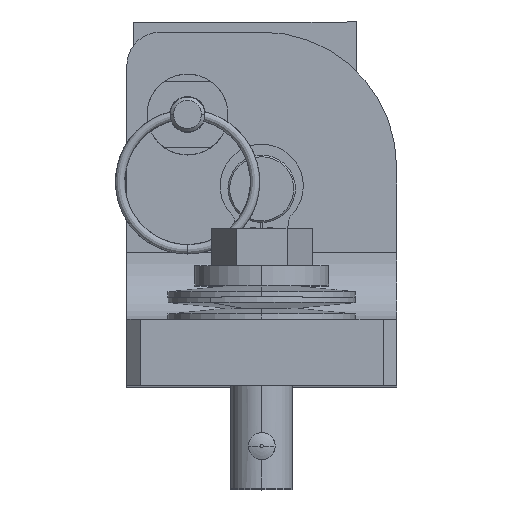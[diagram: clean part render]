
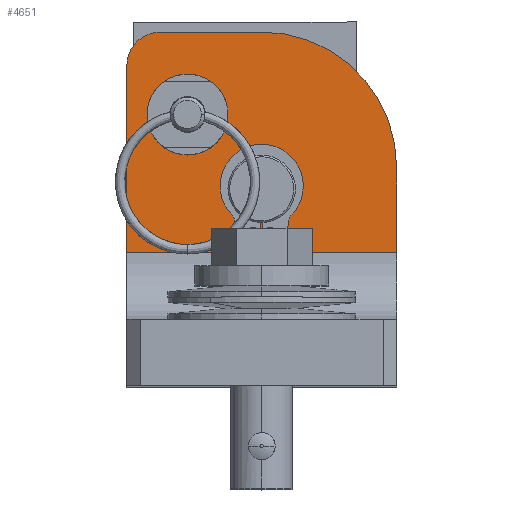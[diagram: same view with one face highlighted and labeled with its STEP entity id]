
A CAD part, top view. The second image highlights one B-rep face of the part: STEP entity #4651.
In plain terms, the highlighted planar face has unit normal (0, 0, 1).
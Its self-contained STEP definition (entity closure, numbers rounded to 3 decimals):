
#23 = DIRECTION ( 'NONE',  ( 1., 0., 0. ) ) ;
#33 = CARTESIAN_POINT ( 'NONE',  ( 20., 17.75, 24.5 ) ) ;
#215 = EDGE_LOOP ( 'NONE', ( #11893, #10360 ) ) ;
#707 = CIRCLE ( 'NONE', #8655, 5.015 ) ;
#730 = CARTESIAN_POINT ( 'NONE',  ( 0., -2.25, 24.5 ) ) ;
#1266 = DIRECTION ( 'NONE',  ( 1., 0., 0. ) ) ;
#1401 = EDGE_CURVE ( 'NONE', #1905, #11124, #2913, .T. ) ;
#1445 = DIRECTION ( 'NONE',  ( 1., 0., 0. ) ) ;
#1508 = CARTESIAN_POINT ( 'NONE',  ( 20., -14.95, 24.5 ) ) ;
#1582 = PLANE ( 'NONE',  #2739 ) ;
#1837 = ORIENTED_EDGE ( 'NONE', *, *, #13142, .T. ) ;
#1905 = VERTEX_POINT ( 'NONE', #11273 ) ;
#2044 = CARTESIAN_POINT ( 'NONE',  ( -15., 17.75, 24.5 ) ) ;
#2100 = VERTEX_POINT ( 'NONE', #4251 ) ;
#2591 = DIRECTION ( 'NONE',  ( 0., 1., 0. ) ) ;
#2739 = AXIS2_PLACEMENT_3D ( 'NONE', #9159, #12217, #3846 ) ;
#2855 = CARTESIAN_POINT ( 'NONE',  ( 5.015, -5.5, 24.5 ) ) ;
#2913 = CIRCLE ( 'NONE', #9272, 5.015 ) ;
#3284 = VERTEX_POINT ( 'NONE', #6151 ) ;
#3432 = DIRECTION ( 'NONE',  ( -1., 0., 0. ) ) ;
#3576 = CIRCLE ( 'NONE', #4016, 4.5 ) ;
#3590 = ORIENTED_EDGE ( 'NONE', *, *, #8796, .T. ) ;
#3846 = DIRECTION ( 'NONE',  ( 0., 1., 0. ) ) ;
#4016 = AXIS2_PLACEMENT_3D ( 'NONE', #13237, #5600, #1266 ) ;
#4251 = CARTESIAN_POINT ( 'NONE',  ( -20., 12.75, 24.5 ) ) ;
#4414 = DIRECTION ( 'NONE',  ( 1., 0., 0. ) ) ;
#4521 = EDGE_CURVE ( 'NONE', #11124, #1905, #707, .T. ) ;
#4651 = ADVANCED_FACE ( 'NONE', ( #6051, #10359, #13551 ), #1582, .F. ) ;
#4838 = LINE ( 'NONE', #6041, #6525 ) ;
#4873 = CARTESIAN_POINT ( 'NONE',  ( -15., 12.75, 24.5 ) ) ;
#4983 = EDGE_CURVE ( 'NONE', #3284, #5409, #9093, .T. ) ;
#5409 = VERTEX_POINT ( 'NONE', #13601 ) ;
#5435 = AXIS2_PLACEMENT_3D ( 'NONE', #4873, #12308, #2591 ) ;
#5535 = ORIENTED_EDGE ( 'NONE', *, *, #7134, .F. ) ;
#5600 = DIRECTION ( 'NONE',  ( 0., 0., 1. ) ) ;
#5855 = EDGE_LOOP ( 'NONE', ( #5535, #10731, #12107, #1837, #3590, #6758 ) ) ;
#5941 = CARTESIAN_POINT ( 'NONE',  ( 20., -14.95, 24.5 ) ) ;
#5952 = EDGE_CURVE ( 'NONE', #7106, #13639, #11214, .T. ) ;
#6041 = CARTESIAN_POINT ( 'NONE',  ( -20., 18.25, 24.5 ) ) ;
#6051 = FACE_BOUND ( 'NONE', #13772, .T. ) ;
#6118 = DIRECTION ( 'NONE',  ( 0., -1., 0. ) ) ;
#6137 = CARTESIAN_POINT ( 'NONE',  ( 20., 18.25, 24.5 ) ) ;
#6151 = CARTESIAN_POINT ( 'NONE',  ( -6.5, 5.5, 24.5 ) ) ;
#6277 = VECTOR ( 'NONE', #3432, 1000. ) ;
#6472 = CARTESIAN_POINT ( 'NONE',  ( -11., 5.5, 24.5 ) ) ;
#6525 = VECTOR ( 'NONE', #6118, 1000. ) ;
#6758 = ORIENTED_EDGE ( 'NONE', *, *, #5952, .T. ) ;
#6903 = DIRECTION ( 'NONE',  ( 0., -1., 0. ) ) ;
#6973 = EDGE_CURVE ( 'NONE', #12821, #11487, #10782, .T. ) ;
#7106 = VERTEX_POINT ( 'NONE', #10365 ) ;
#7134 = EDGE_CURVE ( 'NONE', #12821, #13639, #12292, .T. ) ;
#7216 = CIRCLE ( 'NONE', #5435, 5. ) ;
#7457 = EDGE_CURVE ( 'NONE', #11487, #11762, #9871, .T. ) ;
#8426 = AXIS2_PLACEMENT_3D ( 'NONE', #6472, #10784, #23 ) ;
#8650 = ORIENTED_EDGE ( 'NONE', *, *, #4983, .F. ) ;
#8655 = AXIS2_PLACEMENT_3D ( 'NONE', #11930, #8690, #4414 ) ;
#8690 = DIRECTION ( 'NONE',  ( 0., 0., 1. ) ) ;
#8796 = EDGE_CURVE ( 'NONE', #2100, #7106, #4838, .T. ) ;
#8999 = VECTOR ( 'NONE', #1445, 1000. ) ;
#9001 = CARTESIAN_POINT ( 'NONE',  ( 0., 17.75, 24.5 ) ) ;
#9093 = CIRCLE ( 'NONE', #8426, 4.5 ) ;
#9154 = DIRECTION ( 'NONE',  ( 1., 0., 0. ) ) ;
#9159 = CARTESIAN_POINT ( 'NONE',  ( 20., 18.25, 24.5 ) ) ;
#9176 = ORIENTED_EDGE ( 'NONE', *, *, #9362, .F. ) ;
#9272 = AXIS2_PLACEMENT_3D ( 'NONE', #12491, #9302, #9154 ) ;
#9302 = DIRECTION ( 'NONE',  ( 0., 0., 1. ) ) ;
#9362 = EDGE_CURVE ( 'NONE', #5409, #3284, #3576, .T. ) ;
#9871 = LINE ( 'NONE', #33, #6277 ) ;
#10359 = FACE_BOUND ( 'NONE', #215, .T. ) ;
#10360 = ORIENTED_EDGE ( 'NONE', *, *, #1401, .F. ) ;
#10365 = CARTESIAN_POINT ( 'NONE',  ( -20., -14.95, 24.5 ) ) ;
#10731 = ORIENTED_EDGE ( 'NONE', *, *, #6973, .T. ) ;
#10782 = CIRCLE ( 'NONE', #10790, 20. ) ;
#10784 = DIRECTION ( 'NONE',  ( 0., 0., 1. ) ) ;
#10790 = AXIS2_PLACEMENT_3D ( 'NONE', #730, #13625, #13422 ) ;
#11124 = VERTEX_POINT ( 'NONE', #2855 ) ;
#11214 = LINE ( 'NONE', #1508, #8999 ) ;
#11229 = VECTOR ( 'NONE', #6903, 1000. ) ;
#11273 = CARTESIAN_POINT ( 'NONE',  ( -5.015, -5.5, 24.5 ) ) ;
#11487 = VERTEX_POINT ( 'NONE', #9001 ) ;
#11762 = VERTEX_POINT ( 'NONE', #2044 ) ;
#11893 = ORIENTED_EDGE ( 'NONE', *, *, #4521, .F. ) ;
#11930 = CARTESIAN_POINT ( 'NONE',  ( 0., -5.5, 24.5 ) ) ;
#12107 = ORIENTED_EDGE ( 'NONE', *, *, #7457, .T. ) ;
#12217 = DIRECTION ( 'NONE',  ( 0., 0., -1. ) ) ;
#12292 = LINE ( 'NONE', #6137, #11229 ) ;
#12308 = DIRECTION ( 'NONE',  ( 0., 0., 1. ) ) ;
#12491 = CARTESIAN_POINT ( 'NONE',  ( 0., -5.5, 24.5 ) ) ;
#12821 = VERTEX_POINT ( 'NONE', #13809 ) ;
#13142 = EDGE_CURVE ( 'NONE', #11762, #2100, #7216, .T. ) ;
#13237 = CARTESIAN_POINT ( 'NONE',  ( -11., 5.5, 24.5 ) ) ;
#13422 = DIRECTION ( 'NONE',  ( 0., 1., 0. ) ) ;
#13551 = FACE_OUTER_BOUND ( 'NONE', #5855, .T. ) ;
#13601 = CARTESIAN_POINT ( 'NONE',  ( -15.5, 5.5, 24.5 ) ) ;
#13625 = DIRECTION ( 'NONE',  ( 0., 0., 1. ) ) ;
#13639 = VERTEX_POINT ( 'NONE', #5941 ) ;
#13772 = EDGE_LOOP ( 'NONE', ( #8650, #9176 ) ) ;
#13809 = CARTESIAN_POINT ( 'NONE',  ( 20., -2.25, 24.5 ) ) ;
